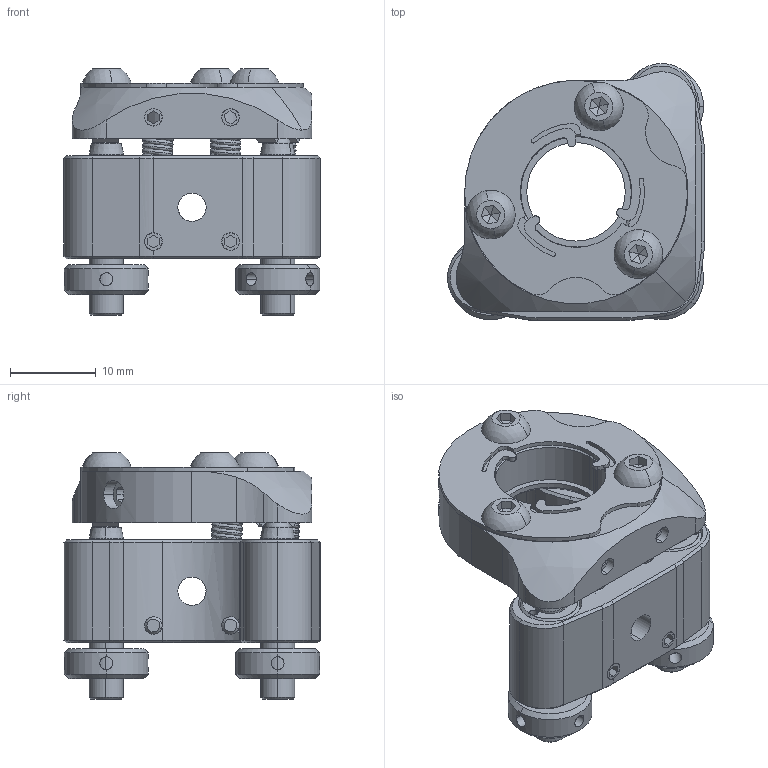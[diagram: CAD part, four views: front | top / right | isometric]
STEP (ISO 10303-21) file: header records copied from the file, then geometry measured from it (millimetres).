
FILE_DESCRIPTION (( 'STEP AP203' ), '1' );
FILE_NAME ('AUS12.7-0.STEP', '2019-04-30T05:58:42', ( 'User' ), ( 'User' ), 'SwSTEP 2.0', 'SolidWorks 2016', '' );
FILE_SCHEMA (( 'CONFIG_CONTROL_DESIGN' ));
Length unit declared in the file: millimetre
Products named in the file (1): AUS12.7-0
Bounding box: 30 x 29.99 x 28.74 mm (x, y, z)
Surface area: 8187.4 mm2 (no closed solid volume)
Topology: 0 solids, 41 shells, 555 faces, 1754 edges, 1205 vertices
Faces by surface type: plane 246, cylinder 178, cone 111, sphere 14, bspline 6
Entity records: 23409 total; most frequent: CARTESIAN_POINT 7914, DIRECTION 3260, ORIENTED_EDGE 2891, EDGE_CURVE 1729, VERTEX_POINT 1196, VECTOR 1090, LINE 1090, AXIS2_PLACEMENT_3D 1085
